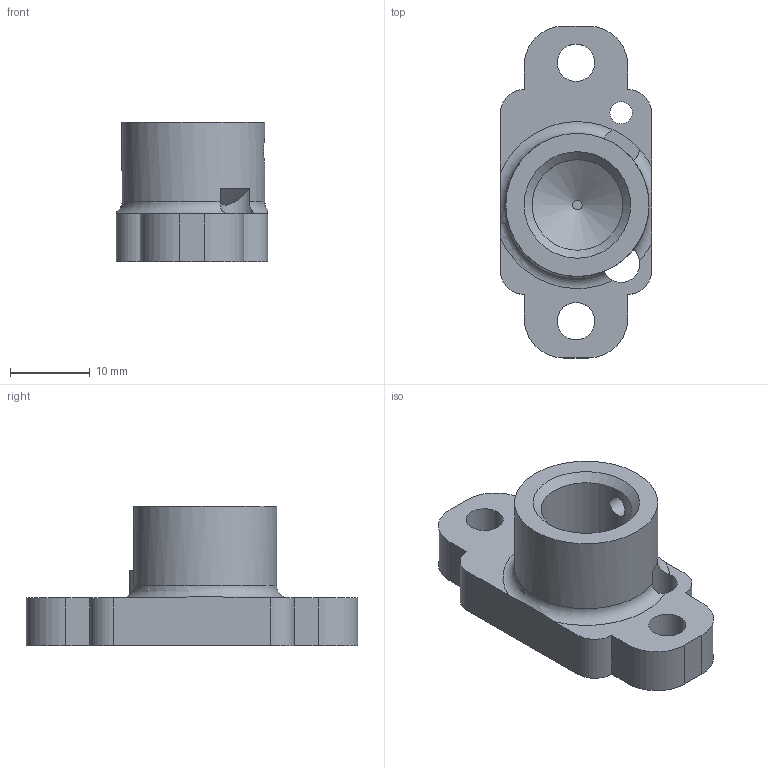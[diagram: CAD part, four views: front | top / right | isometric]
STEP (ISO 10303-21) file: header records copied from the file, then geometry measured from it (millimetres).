
FILE_DESCRIPTION(/* description */ (''),/* implementation_level */ '2;1');
FILE_NAME(/* name */ 'RapidoADXL_v15 - Fytsec Portable Input Shaper - Friction-Clamp Fit Mount.step',/* time_stamp */ '2023-07-03T20:33:48-06:00',/* author */ (''),/* organization */ (''),/* preprocessor_version */ 'ST-DEVELOPER v19.2',/* originating_system */ 'Autodesk Translation Framework v12.6.0.85',/* authorisation */ '');
FILE_SCHEMA (('AUTOMOTIVE_DESIGN { 1 0 10303 214 3 1 1 }'));
Length unit declared in the file: millimetre
Products named in the file (1): Rapido Friction/Clamp Fit Mount
Bounding box: 19.05 x 41.75 x 17.5 mm (x, y, z)
Volume: 4780.3 mm3; surface area: 3428 mm2
Topology: 1 solids, 1 shells, 50 faces, 141 edges, 92 vertices
Faces by surface type: plane 25, cylinder 18, cone 4, torus 2, bspline 1
Full cylindrical faces by diameter (mm): 2.7 x1, 2.8 x1, 4.7 x3, 11.4 x1, 18 x1
Entity records: 2051 total; most frequent: CARTESIAN_POINT 687, ORIENTED_EDGE 282, DIRECTION 270, EDGE_CURVE 141, AXIS2_PLACEMENT_3D 94, VERTEX_POINT 92, LINE 82, VECTOR 82
